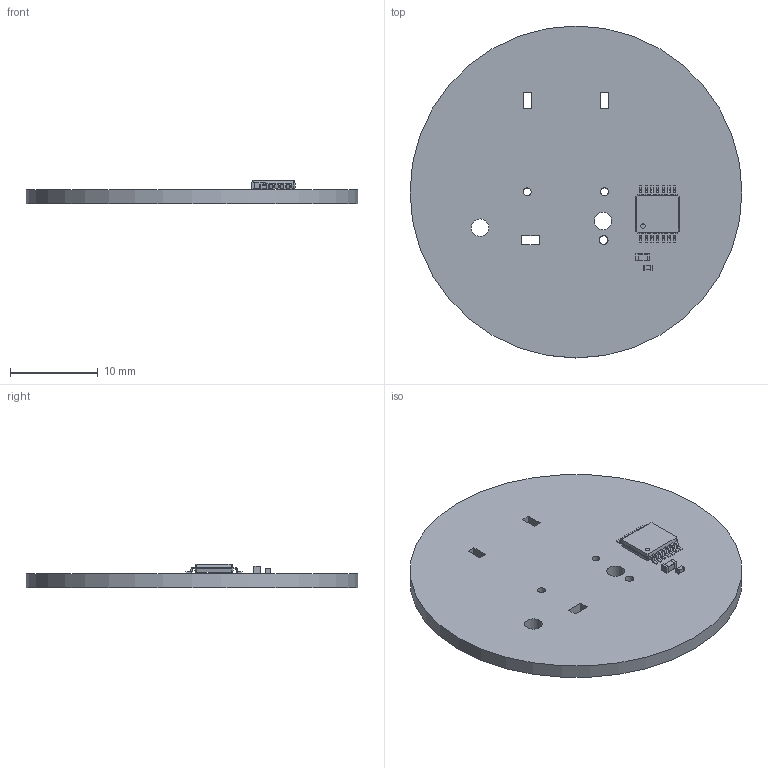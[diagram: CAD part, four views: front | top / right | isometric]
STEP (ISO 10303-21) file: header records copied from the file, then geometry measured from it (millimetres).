
FILE_DESCRIPTION(('KiCad electronic assembly'),'2;1');
FILE_NAME('CapacitiveLedFadeTiny.step','2025-03-04T19:08:15',('Pcbnew'), ('Kicad'),'Open CASCADE STEP processor 7.7','KiCad to STEP converter', 'Unknown');
FILE_SCHEMA(('AUTOMOTIVE_DESIGN { 1 0 10303 214 1 1 1 1 }'));
Length unit declared in the file: millimetre
Products named in the file (8): CapacitiveLedFadeTiny 1; TSSOP-14_4.4x5mm_P0.65mm; SOLID; C_0402_1005Metric; C_0603_1608Metric; CapacitiveLedFadeTiny PCB
Assembly tree (7 placements, depth 3):
  CapacitiveLedFadeTiny 1
    TSSOP-14_4.4x5mm_P0.65mm
      SOLID
    C_0402_1005Metric
      SOLID
    C_0603_1608Metric
      SOLID
    CapacitiveLedFadeTiny PCB
Bounding box: 37.8 x 37.8 x 2.65 mm (x, y, z)
Volume: 1793.9 mm3; surface area: 2549.9 mm2
Topology: 4 solids, 4 shells, 322 faces, 847 edges, 538 vertices
Faces by surface type: plane 197, cylinder 87, bspline 38
Full cylindrical faces by diameter (mm): 0.5 x1, 0.889 x2, 1 x1, 2 x2, 37.8 x1
Entity records: 23227 total; most frequent: CARTESIAN_POINT 4117, DIRECTION 3105, LINE 2079, VECTOR 2079, ORIENTED_EDGE 1694, PCURVE 1694, DEFINITIONAL_REPRESENTATION 1694, EDGE_CURVE 847
